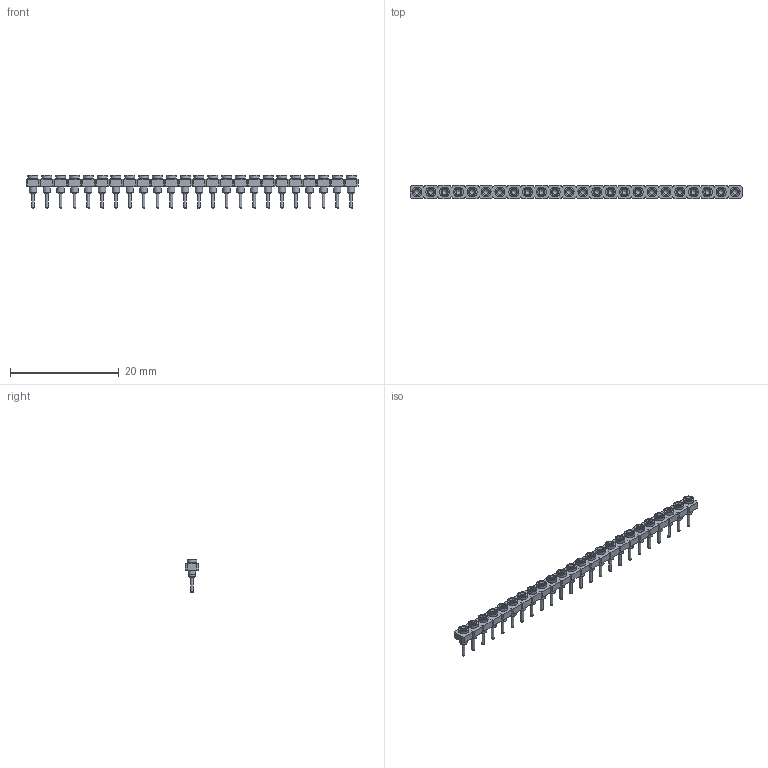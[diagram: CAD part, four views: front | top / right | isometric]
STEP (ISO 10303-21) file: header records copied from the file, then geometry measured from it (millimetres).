
FILE_DESCRIPTION(('FreeCAD Model'),'2;1');
FILE_NAME('Open CASCADE Shape Model','2025-01-11T13:35:23',(''),(''), 'Open CASCADE STEP processor 7.8','FreeCAD','Unknown');
FILE_SCHEMA(('AUTOMOTIVE_DESIGN { 1 0 10303 214 1 1 1 1 }'));
Length unit declared in the file: millimetre
Products named in the file (25): SL-124_socket; SC-4P1_pins276; SC-4P1_pins277; SC-4P1_pins278; SC-4P1_pins279; SC-4P1_pins280; SC-4P1_pins281; SC-4P1_pins282; SC-4P1_pins283; SC-4P1_pins284; SC-4P1_pins285; SC-4P1_pins286; SC-4P1_pins287; SC-4P1_pins288; SC-4P1_pins289; SC-4P1_pins290; SC-4P1_pins291; SC-4P1_pins292; SC-4P1_pins293; SC-4P1_pins294; SC-4P1_pins295; SC-4P1_pins296; SC-4P1_pins297; SC-4P1_pins298; SC-4P1_pins324
Bounding box: 60.96 x 2.54 x 6.1 mm (x, y, z)
Volume: 230.6 mm3; surface area: 1361.9 mm2
Topology: 25 solids, 25 shells, 556 faces, 1230 edges, 796 vertices
Faces by surface type: plane 268, cylinder 168, cone 96, sphere 24
Full cylindrical faces by diameter (mm): 0.508 x24, 0.914 x24, 1.016 x24, 1.321 x72, 1.829 x24
Entity records: 15472 total; most frequent: CARTESIAN_POINT 2919, DIRECTION 2464, ORIENTED_EDGE 2364, EDGE_CURVE 1182, AXIS2_PLACEMENT_3D 1013, VERTEX_POINT 796, FACE_BOUND 724, EDGE_LOOP 724
